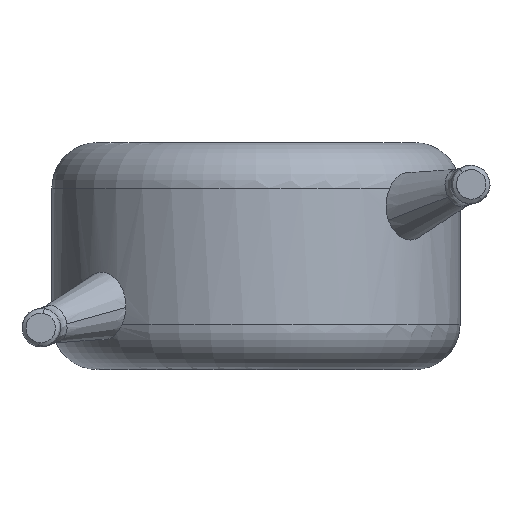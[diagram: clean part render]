
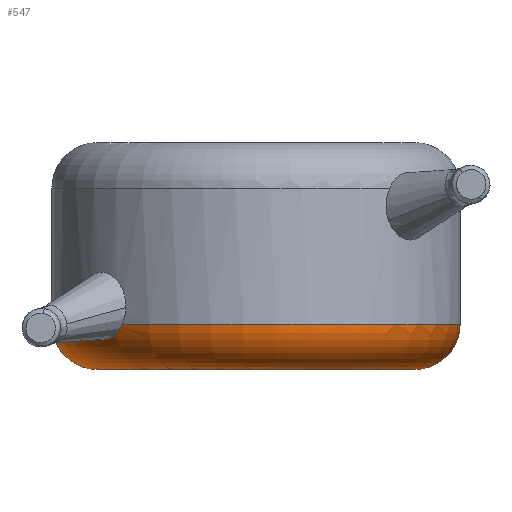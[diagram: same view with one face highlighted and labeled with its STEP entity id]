
A CAD part, front view. The second image highlights one B-rep face of the part: STEP entity #547.
In plain terms, the highlighted toroidal (fillet/blend) face has major radius 3.5 mm and minor radius 1 mm.
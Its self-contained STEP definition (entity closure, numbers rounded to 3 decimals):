
#17 = CARTESIAN_POINT ( 'NONE',  ( -4.5, 0., 1. ) ) ;
#27 = CARTESIAN_POINT ( 'NONE',  ( -3.426, -2.828, 0.661 ) ) ;
#53 = ORIENTED_EDGE ( 'NONE', *, *, #3863, .F. ) ;
#86 = CARTESIAN_POINT ( 'NONE',  ( -3.187, -3.111, 0.689 ) ) ;
#89 = VERTEX_POINT ( 'NONE', #1382 ) ;
#210 = DIRECTION ( 'NONE',  ( 1., 0., 0. ) ) ;
#257 = ORIENTED_EDGE ( 'NONE', *, *, #2720, .F. ) ;
#289 = DIRECTION ( 'NONE',  ( 0., -1., 0. ) ) ;
#317 = DIRECTION ( 'NONE',  ( 0., 0., 1. ) ) ;
#332 = ORIENTED_EDGE ( 'NONE', *, *, #1028, .F. ) ;
#336 = B_SPLINE_CURVE_WITH_KNOTS ( 'NONE', 3,
 ( #3168, #4166, #545, #1015, #27, #1301, #86, #3057, #1362, #2400 ),
 .UNSPECIFIED., .F., .F.,
 ( 4, 2, 2, 2, 4 ),
 ( 0., 0., 0.001, 0.001, 0.001 ),
 .UNSPECIFIED. ) ;
#429 = CARTESIAN_POINT ( 'NONE',  ( 4.5, 0., 1. ) ) ;
#433 = CARTESIAN_POINT ( 'NONE',  ( 0., 0., 1. ) ) ;
#545 = CARTESIAN_POINT ( 'NONE',  ( -3.663, -2.589, 0.812 ) ) ;
#547 = ADVANCED_FACE ( 'NONE', ( #4152 ), #2524, .T. ) ;
#811 = CARTESIAN_POINT ( 'NONE',  ( -3.5, 0., 0. ) ) ;
#950 = CARTESIAN_POINT ( 'NONE',  ( 0., 0., 1. ) ) ;
#967 = VERTEX_POINT ( 'NONE', #811 ) ;
#1015 = CARTESIAN_POINT ( 'NONE',  ( -3.512, -2.741, 0.693 ) ) ;
#1028 = EDGE_CURVE ( 'NONE', #967, #3965, #2236, .T. ) ;
#1137 = CARTESIAN_POINT ( 'NONE',  ( -3.5, 0., 1. ) ) ;
#1261 = VERTEX_POINT ( 'NONE', #429 ) ;
#1301 = CARTESIAN_POINT ( 'NONE',  ( -3.263, -3.013, 0.659 ) ) ;
#1313 = CIRCLE ( 'NONE', #3484, 4.5 ) ;
#1362 = CARTESIAN_POINT ( 'NONE',  ( -3., -3.355, 0.894 ) ) ;
#1382 = CARTESIAN_POINT ( 'NONE',  ( -2.951, -3.397, 1. ) ) ;
#1631 = CARTESIAN_POINT ( 'NONE',  ( 0., 0., 0. ) ) ;
#1640 = EDGE_CURVE ( 'NONE', #4133, #89, #336, .T. ) ;
#2117 = DIRECTION ( 'NONE',  ( 0., 0., 1. ) ) ;
#2202 = DIRECTION ( 'NONE',  ( 0., 0., 1. ) ) ;
#2236 = CIRCLE ( 'NONE', #3477, 1. ) ;
#2237 = ORIENTED_EDGE ( 'NONE', *, *, #3893, .F. ) ;
#2309 = DIRECTION ( 'NONE',  ( 1., 0., 0. ) ) ;
#2400 = CARTESIAN_POINT ( 'NONE',  ( -2.951, -3.397, 1. ) ) ;
#2424 = ORIENTED_EDGE ( 'NONE', *, *, #1640, .F. ) ;
#2426 = DIRECTION ( 'NONE',  ( 1., 0., 0. ) ) ;
#2430 = ORIENTED_EDGE ( 'NONE', *, *, #3240, .T. ) ;
#2524 = TOROIDAL_SURFACE ( 'NONE', #3563, 3.5, 1. ) ;
#2670 = CIRCLE ( 'NONE', #3576, 3.5 ) ;
#2720 = EDGE_CURVE ( 'NONE', #3965, #4133, #1313, .T. ) ;
#2822 = DIRECTION ( 'NONE',  ( -1., 0., 0. ) ) ;
#2875 = CIRCLE ( 'NONE', #4028, 1. ) ;
#2909 = CIRCLE ( 'NONE', #2948, 4.5 ) ;
#2948 = AXIS2_PLACEMENT_3D ( 'NONE', #950, #317, #4249 ) ;
#2971 = CARTESIAN_POINT ( 'NONE',  ( 3.5, 0., 1. ) ) ;
#3057 = CARTESIAN_POINT ( 'NONE',  ( -3.056, -3.282, 0.807 ) ) ;
#3113 = DIRECTION ( 'NONE',  ( 0., 1., 0. ) ) ;
#3150 = VERTEX_POINT ( 'NONE', #3399 ) ;
#3168 = CARTESIAN_POINT ( 'NONE',  ( -3.765, -2.464, 1. ) ) ;
#3240 = EDGE_CURVE ( 'NONE', #3150, #1261, #2875, .T. ) ;
#3348 = CARTESIAN_POINT ( 'NONE',  ( -3.765, -2.464, 1. ) ) ;
#3399 = CARTESIAN_POINT ( 'NONE',  ( 3.5, 0., 0. ) ) ;
#3477 = AXIS2_PLACEMENT_3D ( 'NONE', #1137, #3113, #2822 ) ;
#3484 = AXIS2_PLACEMENT_3D ( 'NONE', #433, #2117, #2426 ) ;
#3532 = CARTESIAN_POINT ( 'NONE',  ( 0., 0., 1. ) ) ;
#3563 = AXIS2_PLACEMENT_3D ( 'NONE', #3532, #2202, #210 ) ;
#3576 = AXIS2_PLACEMENT_3D ( 'NONE', #1631, #3896, #2309 ) ;
#3863 = EDGE_CURVE ( 'NONE', #89, #1261, #2909, .T. ) ;
#3893 = EDGE_CURVE ( 'NONE', #3150, #967, #2670, .T. ) ;
#3896 = DIRECTION ( 'NONE',  ( 0., 0., -1. ) ) ;
#3965 = VERTEX_POINT ( 'NONE', #17 ) ;
#4028 = AXIS2_PLACEMENT_3D ( 'NONE', #2971, #289, #4240 ) ;
#4133 = VERTEX_POINT ( 'NONE', #3348 ) ;
#4152 = FACE_OUTER_BOUND ( 'NONE', #4267, .T. ) ;
#4166 = CARTESIAN_POINT ( 'NONE',  ( -3.727, -2.523, 0.898 ) ) ;
#4240 = DIRECTION ( 'NONE',  ( 0., 0., -1. ) ) ;
#4249 = DIRECTION ( 'NONE',  ( 1., 0., 0. ) ) ;
#4267 = EDGE_LOOP ( 'NONE', ( #332, #2237, #2430, #53, #2424, #257 ) ) ;
